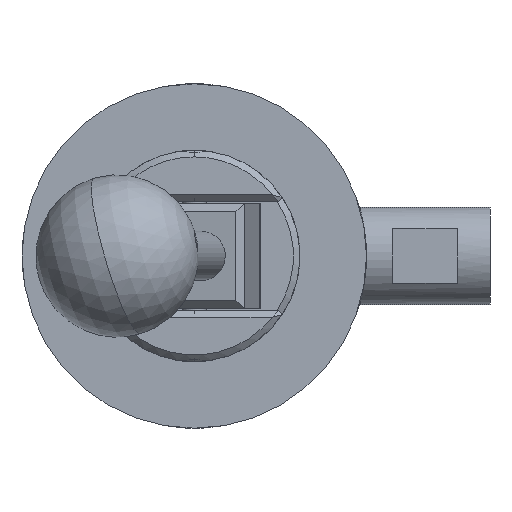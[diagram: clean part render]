
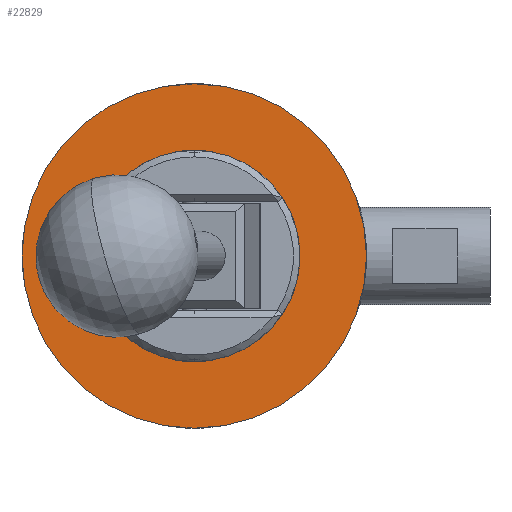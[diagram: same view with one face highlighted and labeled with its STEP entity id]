
A CAD part, front view. The second image highlights one B-rep face of the part: STEP entity #22829.
In plain terms, the highlighted planar face has unit normal (0, -1, 0).
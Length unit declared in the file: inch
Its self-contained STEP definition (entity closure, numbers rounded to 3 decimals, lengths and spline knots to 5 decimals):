
#393 = FACE_OUTER_BOUND ( 'NONE', #31053, .T. ) ;
#537 = DIRECTION ( 'NONE',  ( 0., 0., -1. ) ) ;
#716 = CIRCLE ( 'NONE', #23982, 0.46 ) ;
#745 = DIRECTION ( 'NONE',  ( 0., 0., -1. ) ) ;
#4816 = CARTESIAN_POINT ( 'NONE',  ( 0., -1.1875, 0. ) ) ;
#4820 = VERTEX_POINT ( 'NONE', #22695 ) ;
#6024 = DIRECTION ( 'NONE',  ( 0., 1., 0. ) ) ;
#6440 = EDGE_LOOP ( 'NONE', ( #30440, #25789 ) ) ;
#6876 = DIRECTION ( 'NONE',  ( 0., 0., -1. ) ) ;
#8284 = CARTESIAN_POINT ( 'NONE',  ( 0., -1.1875, -0.46 ) ) ;
#10861 = DIRECTION ( 'NONE',  ( 0., 1., 0. ) ) ;
#11534 = FACE_BOUND ( 'NONE', #6440, .T. ) ;
#11726 = CARTESIAN_POINT ( 'NONE',  ( 0., -1.1875, 0. ) ) ;
#14492 = PLANE ( 'NONE',  #16410 ) ;
#16153 = DIRECTION ( 'NONE',  ( 0., 0., -1. ) ) ;
#16410 = AXIS2_PLACEMENT_3D ( 'NONE', #20894, #6024, #22423 ) ;
#17161 = EDGE_CURVE ( 'NONE', #31292, #34642, #716, .T. ) ;
#18368 = AXIS2_PLACEMENT_3D ( 'NONE', #20572, #30955, #537 ) ;
#18480 = ORIENTED_EDGE ( 'NONE', *, *, #32926, .F. ) ;
#19288 = CIRCLE ( 'NONE', #32619, 0.46 ) ;
#20572 = CARTESIAN_POINT ( 'NONE',  ( 0., -1.1875, 0. ) ) ;
#20739 = DIRECTION ( 'NONE',  ( 0., 1., 0. ) ) ;
#20894 = CARTESIAN_POINT ( 'NONE',  ( -1.325, -1.1875, 0. ) ) ;
#21946 = AXIS2_PLACEMENT_3D ( 'NONE', #4816, #10861, #16153 ) ;
#22423 = DIRECTION ( 'NONE',  ( 0., 0., -1. ) ) ;
#22588 = DIRECTION ( 'NONE',  ( 0., 1., 0. ) ) ;
#22695 = CARTESIAN_POINT ( 'NONE',  ( 0., -1.1875, -1.325 ) ) ;
#22829 = ADVANCED_FACE ( 'NONE', ( #11534, #393 ), #14492, .F. ) ;
#23143 = CIRCLE ( 'NONE', #21946, 1.325 ) ;
#23551 = CIRCLE ( 'NONE', #18368, 1.325 ) ;
#23788 = CARTESIAN_POINT ( 'NONE',  ( 0., -1.1875, 0.46 ) ) ;
#23982 = AXIS2_PLACEMENT_3D ( 'NONE', #28916, #20739, #6876 ) ;
#25789 = ORIENTED_EDGE ( 'NONE', *, *, #28371, .T. ) ;
#26270 = EDGE_CURVE ( 'NONE', #30249, #4820, #23551, .T. ) ;
#28371 = EDGE_CURVE ( 'NONE', #34642, #31292, #19288, .T. ) ;
#28916 = CARTESIAN_POINT ( 'NONE',  ( 0., -1.1875, 0. ) ) ;
#30249 = VERTEX_POINT ( 'NONE', #30536 ) ;
#30440 = ORIENTED_EDGE ( 'NONE', *, *, #17161, .T. ) ;
#30536 = CARTESIAN_POINT ( 'NONE',  ( 0., -1.1875, 1.325 ) ) ;
#30899 = ORIENTED_EDGE ( 'NONE', *, *, #26270, .F. ) ;
#30955 = DIRECTION ( 'NONE',  ( 0., 1., 0. ) ) ;
#31053 = EDGE_LOOP ( 'NONE', ( #18480, #30899 ) ) ;
#31292 = VERTEX_POINT ( 'NONE', #8284 ) ;
#32619 = AXIS2_PLACEMENT_3D ( 'NONE', #11726, #22588, #745 ) ;
#32926 = EDGE_CURVE ( 'NONE', #4820, #30249, #23143, .T. ) ;
#34642 = VERTEX_POINT ( 'NONE', #23788 ) ;
